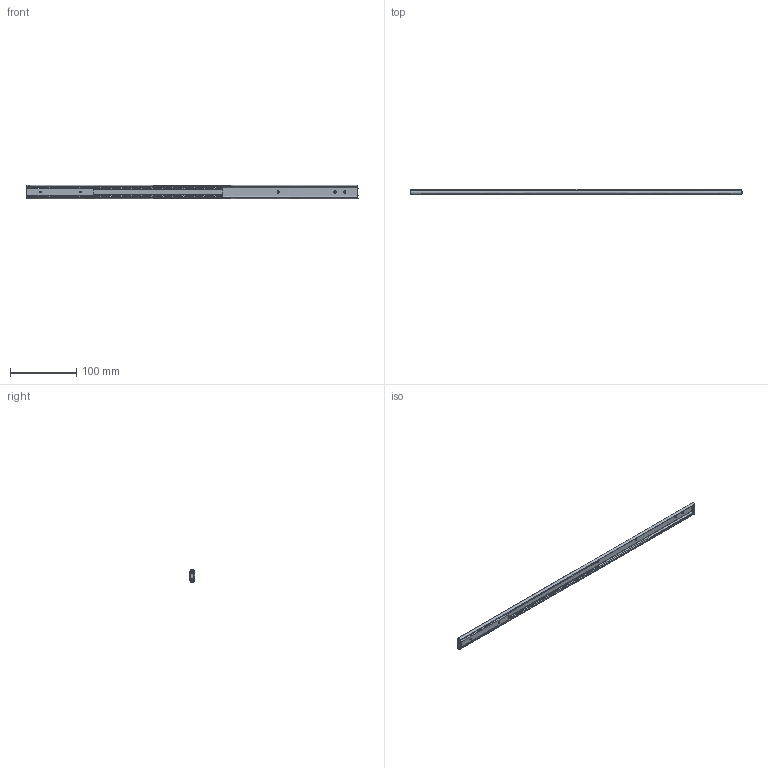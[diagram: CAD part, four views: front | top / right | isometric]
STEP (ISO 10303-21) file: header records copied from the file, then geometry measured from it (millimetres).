
FILE_DESCRIPTION((''),'2;1');
FILE_NAME('','2005-12-14T16:51:41',(''),(''),'','CADfix','');
FILE_SCHEMA(('AUTOMOTIVE_DESIGN'));
Length unit declared in the file: millimetre
Products named in the file (5): ball; retainer; member_B; member_A; TM_231_4_5364_36
Assembly tree (61 placements, depth 2):
  TM_231_4_5364_36
    ball  x58
    retainer
    member_B
    member_A
Bounding box: 500 x 8 x 20 mm (x, y, z)
Volume: 25787.5 mm3; surface area: 48725.3 mm2
Topology: 61 solids, 61 shells, 744 faces, 2114 edges, 1492 vertices
Faces by surface type: bspline 744
Entity records: 25261 total; most frequent: CARTESIAN_POINT 13599, ORIENTED_EDGE 4000, EDGE_CURVE 2000, VERTEX_POINT 1378, QUASI_UNIFORM_CURVE 946, EDGE_LOOP 764, FACE_OUTER_BOUND 630, ADVANCED_FACE 630
